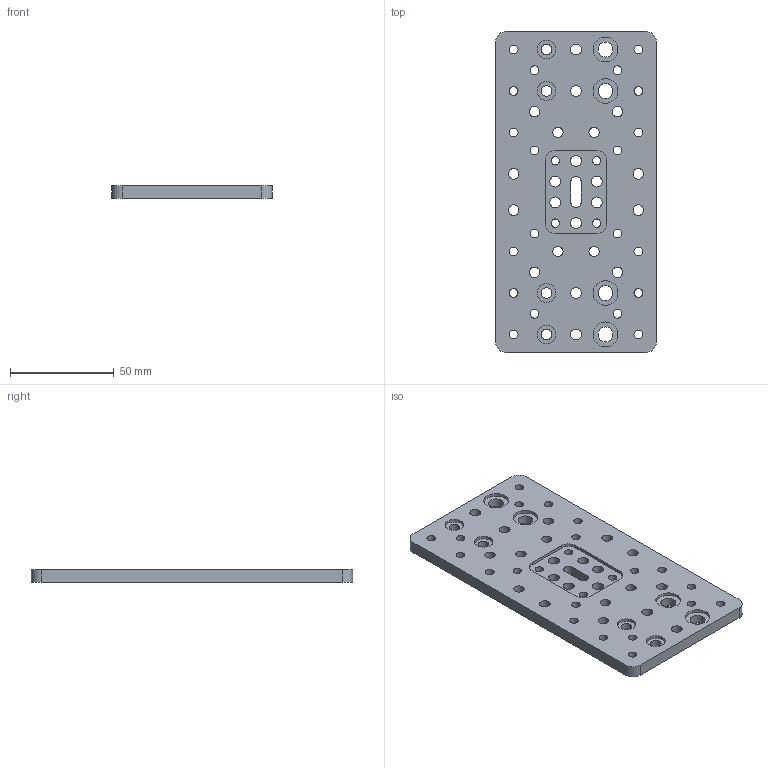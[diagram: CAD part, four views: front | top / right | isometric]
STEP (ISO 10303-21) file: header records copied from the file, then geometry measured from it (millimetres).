
FILE_DESCRIPTION (( 'STEP AP214' ), '1' );
FILE_NAME ('C-Beam CNC.STEP', '2019-01-19T22:56:25', ( '' ), ( '' ), 'SwSTEP 2.0', 'SolidWorks 2018', '' );
FILE_SCHEMA (( 'AUTOMOTIVE_DESIGN' ));
Length unit declared in the file: millimetre
Products named in the file (1): C-Beam CNC
Bounding box: 77.52 x 155.02 x 6 mm (x, y, z)
Volume: 63290.1 mm3; surface area: 29772.7 mm2
Topology: 1 solids, 1 shells, 155 faces, 432 edges, 288 vertices
Faces by surface type: cylinder 134, plane 21
Entity records: 5388 total; most frequent: DIRECTION 1012, CARTESIAN_POINT 876, ORIENTED_EDGE 864, EDGE_CURVE 432, AXIS2_PLACEMENT_3D 424, VERTEX_POINT 288, EDGE_LOOP 274, CIRCLE 268
